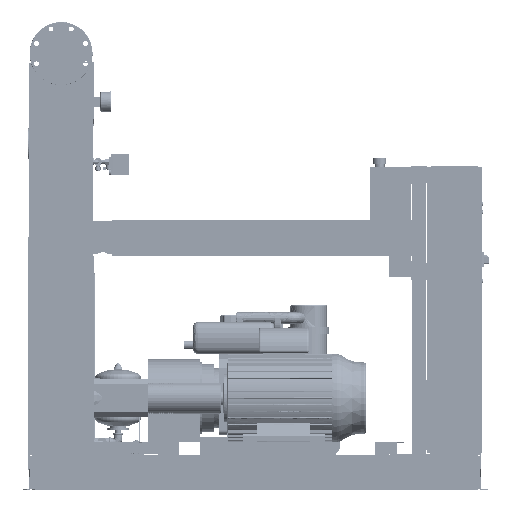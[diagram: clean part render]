
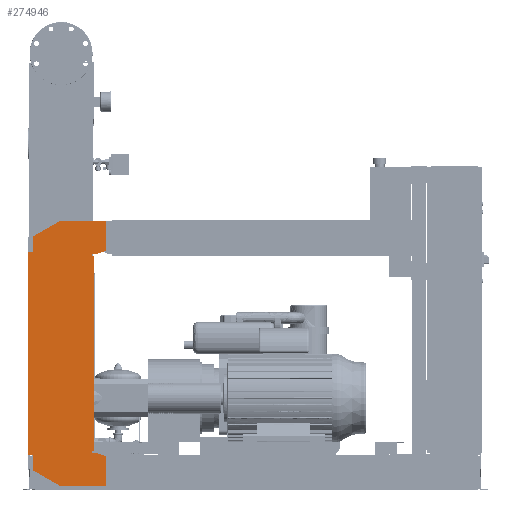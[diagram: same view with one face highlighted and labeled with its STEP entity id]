
A CAD part, front view. The second image highlights one B-rep face of the part: STEP entity #274946.
In plain terms, the highlighted free-form (B-spline) face has degree [1, 1] with [2, 2] control points.
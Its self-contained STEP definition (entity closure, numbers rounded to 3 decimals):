
#274431=CARTESIAN_POINT('',(-129.0,-741.5,1076.0));
#274432=VERTEX_POINT('',#274431);
#274439=CARTESIAN_POINT('',(-129.,-741.5,1142.986));
#274440=VERTEX_POINT('',#274439);
#274441=CARTESIAN_POINT('',(-129.0,-741.5,1076.0));
#274442=DIRECTION('',(0.0,0.0,1.0));
#274443=VECTOR('',#274442,66.986);
#274444=LINE('',#274441,#274443);
#274445=EDGE_CURVE('',#274432,#274440,#274444,.T.);
#274463=CARTESIAN_POINT('',(-6.0,-741.5,1214.0));
#274464=VERTEX_POINT('',#274463);
#274465=CARTESIAN_POINT('',(-129.,-741.5,1142.986));
#274466=DIRECTION('',(0.866,0.0,0.5));
#274467=VECTOR('',#274466,142.028);
#274468=LINE('',#274465,#274467);
#274469=EDGE_CURVE('',#274440,#274464,#274468,.T.);
#274487=CARTESIAN_POINT('',(204.,-741.5,1214.0));
#274488=VERTEX_POINT('',#274487);
#274489=CARTESIAN_POINT('',(-6.0,-741.5,1214.0));
#274490=DIRECTION('',(1.0,0.0,0.0));
#274491=VECTOR('',#274490,210.);
#274492=LINE('',#274489,#274491);
#274493=EDGE_CURVE('',#274464,#274488,#274492,.T.);
#274511=CARTESIAN_POINT('',(204.0,-741.5,1080.379));
#274512=VERTEX_POINT('',#274511);
#274513=CARTESIAN_POINT('',(204.,-741.5,1214.0));
#274514=DIRECTION('',(0.0,0.0,-1.0));
#274515=VECTOR('',#274514,133.621);
#274516=LINE('',#274513,#274515);
#274517=EDGE_CURVE('',#274488,#274512,#274516,.T.);
#274535=CARTESIAN_POINT('',(159.0,-741.5,1064.0));
#274536=VERTEX_POINT('',#274535);
#274537=CARTESIAN_POINT('',(204.0,-741.5,1080.379));
#274538=DIRECTION('',(-0.94,0.0,-0.342));
#274539=VECTOR('',#274538,47.888);
#274540=LINE('',#274537,#274539);
#274541=EDGE_CURVE('',#274512,#274536,#274540,.T.);
#274559=CARTESIAN_POINT('',(139.0,-741.5,1064.0));
#274560=VERTEX_POINT('',#274559);
#274561=CARTESIAN_POINT('',(159.0,-741.5,1064.0));
#274562=DIRECTION('',(-1.0,0.0,0.0));
#274563=VECTOR('',#274562,20.0);
#274564=LINE('',#274561,#274563);
#274565=EDGE_CURVE('',#274536,#274560,#274564,.T.);
#274583=CARTESIAN_POINT('',(139.0,-741.5,1056.0));
#274584=VERTEX_POINT('',#274583);
#274585=CARTESIAN_POINT('',(139.0,-741.5,1064.0));
#274586=DIRECTION('',(0.0,0.0,-1.0));
#274587=VECTOR('',#274586,8.0);
#274588=LINE('',#274585,#274587);
#274589=EDGE_CURVE('',#274560,#274584,#274588,.T.);
#274607=CARTESIAN_POINT('',(147.,-741.5,1056.0));
#274608=VERTEX_POINT('',#274607);
#274609=CARTESIAN_POINT('',(139.0,-741.5,1056.0));
#274610=DIRECTION('',(1.0,0.0,0.0));
#274611=VECTOR('',#274610,8.);
#274612=LINE('',#274609,#274611);
#274613=EDGE_CURVE('',#274584,#274608,#274612,.T.);
#274631=CARTESIAN_POINT('',(147.,-741.5,176.));
#274632=VERTEX_POINT('',#274631);
#274643=CARTESIAN_POINT('',(147.,-741.5,1056.0));
#274644=DIRECTION('',(0.0,0.0,-1.0));
#274645=VECTOR('',#274644,880.);
#274646=LINE('',#274643,#274645);
#274647=EDGE_CURVE('',#274608,#274632,#274646,.T.);
#274661=CARTESIAN_POINT('',(139.,-741.5,176.));
#274662=VERTEX_POINT('',#274661);
#274663=CARTESIAN_POINT('',(147.,-741.5,176.));
#274664=DIRECTION('',(-1.0,0.0,0.0));
#274665=VECTOR('',#274664,8.0);
#274666=LINE('',#274663,#274665);
#274667=EDGE_CURVE('',#274632,#274662,#274666,.T.);
#274685=CARTESIAN_POINT('',(139.,-741.5,168.));
#274686=VERTEX_POINT('',#274685);
#274687=CARTESIAN_POINT('',(139.,-741.5,176.));
#274688=DIRECTION('',(0.0,0.0,-1.0));
#274689=VECTOR('',#274688,8.0);
#274690=LINE('',#274687,#274689);
#274691=EDGE_CURVE('',#274662,#274686,#274690,.T.);
#274709=CARTESIAN_POINT('',(159.,-741.5,168.));
#274710=VERTEX_POINT('',#274709);
#274711=CARTESIAN_POINT('',(139.,-741.5,168.));
#274712=DIRECTION('',(1.0,0.0,0.0));
#274713=VECTOR('',#274712,20.0);
#274714=LINE('',#274711,#274713);
#274715=EDGE_CURVE('',#274686,#274710,#274714,.T.);
#274733=CARTESIAN_POINT('',(204.,-741.5,151.621));
#274734=VERTEX_POINT('',#274733);
#274735=CARTESIAN_POINT('',(159.,-741.5,168.));
#274736=DIRECTION('',(0.94,0.0,-0.342));
#274737=VECTOR('',#274736,47.888);
#274738=LINE('',#274735,#274737);
#274739=EDGE_CURVE('',#274710,#274734,#274738,.T.);
#274757=CARTESIAN_POINT('',(204.,-741.5,18.0));
#274758=VERTEX_POINT('',#274757);
#274759=CARTESIAN_POINT('',(204.,-741.5,151.621));
#274760=DIRECTION('',(0.0,0.0,-1.0));
#274761=VECTOR('',#274760,133.621);
#274762=LINE('',#274759,#274761);
#274763=EDGE_CURVE('',#274734,#274758,#274762,.T.);
#274781=CARTESIAN_POINT('',(-4.,-741.5,18.0));
#274782=VERTEX_POINT('',#274781);
#274783=CARTESIAN_POINT('',(204.,-741.5,18.0));
#274784=DIRECTION('',(-1.0,0.0,0.0));
#274785=VECTOR('',#274784,208.);
#274786=LINE('',#274783,#274785);
#274787=EDGE_CURVE('',#274758,#274782,#274786,.T.);
#274805=CARTESIAN_POINT('',(-129.,-741.5,90.169));
#274806=VERTEX_POINT('',#274805);
#274807=CARTESIAN_POINT('',(-4.,-741.5,18.0));
#274808=DIRECTION('',(-0.866,0.0,0.5));
#274809=VECTOR('',#274808,144.338);
#274810=LINE('',#274807,#274809);
#274811=EDGE_CURVE('',#274782,#274806,#274810,.T.);
#274829=CARTESIAN_POINT('',(-129.,-741.5,156.0));
#274830=VERTEX_POINT('',#274829);
#274831=CARTESIAN_POINT('',(-129.,-741.5,90.169));
#274832=DIRECTION('',(0.0,0.0,1.0));
#274833=VECTOR('',#274832,65.831);
#274834=LINE('',#274831,#274833);
#274835=EDGE_CURVE('',#274806,#274830,#274834,.T.);
#274853=CARTESIAN_POINT('',(-149.,-741.5,156.0));
#274854=VERTEX_POINT('',#274853);
#274855=CARTESIAN_POINT('',(-129.,-741.5,156.0));
#274856=DIRECTION('',(-1.0,0.0,0.0));
#274857=VECTOR('',#274856,20.0);
#274858=LINE('',#274855,#274857);
#274859=EDGE_CURVE('',#274830,#274854,#274858,.T.);
#274877=CARTESIAN_POINT('',(-149.0,-741.5,1076.0));
#274878=VERTEX_POINT('',#274877);
#274891=CARTESIAN_POINT('',(-149.,-741.5,156.0));
#274892=DIRECTION('',(0.0,0.0,1.0));
#274893=VECTOR('',#274892,920.0);
#274894=LINE('',#274891,#274893);
#274895=EDGE_CURVE('',#274854,#274878,#274894,.T.);
#274909=CARTESIAN_POINT('',(-149.0,-741.5,1076.0));
#274910=DIRECTION('',(1.0,0.0,0.0));
#274911=VECTOR('',#274910,20.0);
#274912=LINE('',#274909,#274911);
#274913=EDGE_CURVE('',#274878,#274432,#274912,.T.);
#274919=CARTESIAN_POINT('',(-149.,-741.5,18.0));
#274920=CARTESIAN_POINT('',(204.,-741.5,18.0));
#274921=CARTESIAN_POINT('',(-149.,-741.5,1214.0));
#274922=CARTESIAN_POINT('',(204.,-741.5,1214.0));
#274923=B_SPLINE_SURFACE_WITH_KNOTS('',1,1,((#274919,#274921),(#274920,#274922)),.UNSPECIFIED.,.F.,.F.,.U.,(2,2),(2,2),(0.0,353.),(0.0,1196.0),.UNSPECIFIED.);
#274924=ORIENTED_EDGE('',*,*,#274913,.F.);
#274925=ORIENTED_EDGE('',*,*,#274895,.F.);
#274926=ORIENTED_EDGE('',*,*,#274859,.F.);
#274927=ORIENTED_EDGE('',*,*,#274835,.F.);
#274928=ORIENTED_EDGE('',*,*,#274811,.F.);
#274929=ORIENTED_EDGE('',*,*,#274787,.F.);
#274930=ORIENTED_EDGE('',*,*,#274763,.F.);
#274931=ORIENTED_EDGE('',*,*,#274739,.F.);
#274932=ORIENTED_EDGE('',*,*,#274715,.F.);
#274933=ORIENTED_EDGE('',*,*,#274691,.F.);
#274934=ORIENTED_EDGE('',*,*,#274667,.F.);
#274935=ORIENTED_EDGE('',*,*,#274647,.F.);
#274936=ORIENTED_EDGE('',*,*,#274613,.F.);
#274937=ORIENTED_EDGE('',*,*,#274589,.F.);
#274938=ORIENTED_EDGE('',*,*,#274565,.F.);
#274939=ORIENTED_EDGE('',*,*,#274541,.F.);
#274940=ORIENTED_EDGE('',*,*,#274517,.F.);
#274941=ORIENTED_EDGE('',*,*,#274493,.F.);
#274942=ORIENTED_EDGE('',*,*,#274469,.F.);
#274943=ORIENTED_EDGE('',*,*,#274445,.F.);
#274944=EDGE_LOOP('',(#274924,#274925,#274926,#274927,#274928,#274929,#274930,#274931,#274932,#274933,#274934,#274935,#274936,#274937,#274938,#274939,#274940,#274941,#274942,#274943));
#274945=FACE_OUTER_BOUND('',#274944,.T.);
#274946=ADVANCED_FACE('',(#274945),#274923,.T.);
